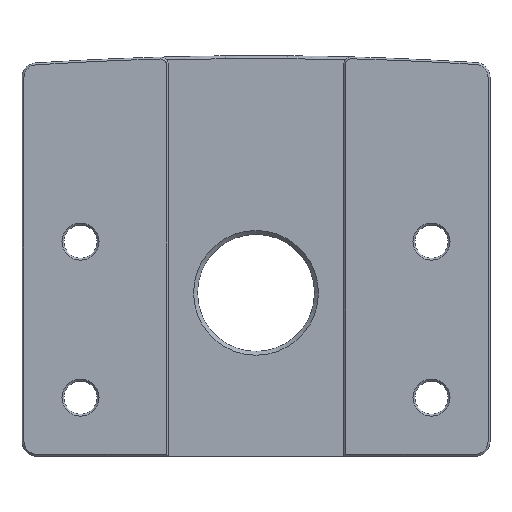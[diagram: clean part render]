
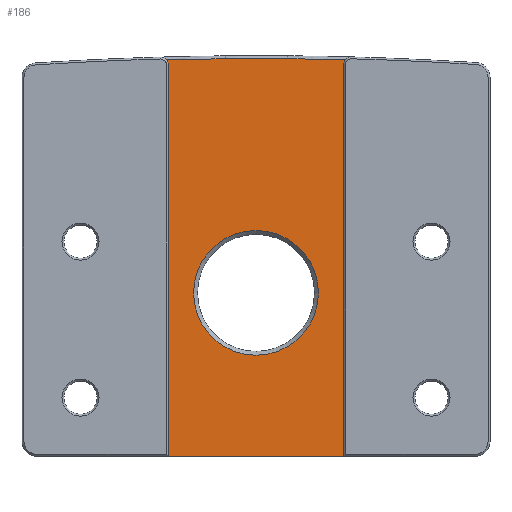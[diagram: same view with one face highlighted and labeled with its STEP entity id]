
A CAD part, top view. The second image highlights one B-rep face of the part: STEP entity #186.
In plain terms, the highlighted planar face has unit normal (0, 0, 1).
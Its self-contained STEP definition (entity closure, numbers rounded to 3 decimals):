
#186=ADVANCED_FACE('',(#702,#703),#292,.T.);
#292=PLANE('',#1859);
#358=LINE('',#2615,#530);
#359=LINE('',#2617,#531);
#360=LINE('',#2619,#532);
#530=VECTOR('',#2057,1.);
#531=VECTOR('',#2058,1.);
#532=VECTOR('',#2059,1.);
#702=FACE_BOUND('',#716,.T.);
#703=FACE_BOUND('',#717,.T.);
#716=EDGE_LOOP('',(#832));
#717=EDGE_LOOP('',(#833,#834,#835,#836,#837,#838));
#832=ORIENTED_EDGE('',*,*,#1508,.F.);
#833=ORIENTED_EDGE('',*,*,#1509,.T.);
#834=ORIENTED_EDGE('',*,*,#1510,.T.);
#835=ORIENTED_EDGE('',*,*,#1511,.T.);
#836=ORIENTED_EDGE('',*,*,#1512,.T.);
#837=ORIENTED_EDGE('',*,*,#1513,.F.);
#838=ORIENTED_EDGE('',*,*,#1514,.F.);
#1352=VERTEX_POINT('',#2607);
#1353=VERTEX_POINT('',#2609);
#1354=VERTEX_POINT('',#2610);
#1355=VERTEX_POINT('',#2612);
#1356=VERTEX_POINT('',#2614);
#1357=VERTEX_POINT('',#2616);
#1358=VERTEX_POINT('',#2618);
#1508=EDGE_CURVE('',#1352,#1352,#1768,.T.);
#1509=EDGE_CURVE('',#1353,#1354,#1769,.T.);
#1510=EDGE_CURVE('',#1354,#1355,#1770,.T.);
#1511=EDGE_CURVE('',#1355,#1356,#1771,.T.);
#1512=EDGE_CURVE('',#1356,#1357,#358,.T.);
#1513=EDGE_CURVE('',#1358,#1357,#359,.T.);
#1514=EDGE_CURVE('',#1353,#1358,#360,.T.);
#1768=CIRCLE('',#1855,6.4);
#1769=CIRCLE('',#1856,0.8);
#1770=CIRCLE('',#1857,348.169);
#1771=CIRCLE('',#1858,0.8);
#1855=AXIS2_PLACEMENT_3D('',#2606,#2049,#2050);
#1856=AXIS2_PLACEMENT_3D('',#2608,#2051,#2052);
#1857=AXIS2_PLACEMENT_3D('',#2611,#2053,#2054);
#1858=AXIS2_PLACEMENT_3D('',#2613,#2055,#2056);
#1859=AXIS2_PLACEMENT_3D('',#2620,#2060,#2061);
#2049=DIRECTION('',(0.,0.,1.));
#2050=DIRECTION('',(1.,0.,0.));
#2051=DIRECTION('',(0.,0.,-1.));
#2052=DIRECTION('',(1.,0.,0.));
#2053=DIRECTION('',(0.,0.,1.));
#2054=DIRECTION('',(1.,0.,0.));
#2055=DIRECTION('',(0.,0.,-1.));
#2056=DIRECTION('',(1.,0.,0.));
#2057=DIRECTION('',(0.,-1.,0.));
#2058=DIRECTION('',(-1.,0.,0.));
#2059=DIRECTION('',(0.,-1.,0.));
#2060=DIRECTION('',(0.,0.,1.));
#2061=DIRECTION('',(-1.,0.,0.));
#2606=CARTESIAN_POINT('',(-101.876,-69.299,75.));
#2607=CARTESIAN_POINT('',(-108.276,-69.299,75.));
#2608=CARTESIAN_POINT('',(-92.076,-45.897,75.));
#2609=CARTESIAN_POINT('',(-92.876,-45.897,75.));
#2610=CARTESIAN_POINT('',(-92.687,-45.381,75.));
#2611=CARTESIAN_POINT('',(-101.573,-393.436,75.));
#2612=CARTESIAN_POINT('',(-111.066,-45.397,75.));
#2613=CARTESIAN_POINT('',(-111.676,-45.914,75.));
#2614=CARTESIAN_POINT('',(-110.876,-45.914,75.));
#2615=CARTESIAN_POINT('',(-110.876,-56.424,75.));
#2616=CARTESIAN_POINT('',(-110.876,-86.049,75.));
#2617=CARTESIAN_POINT('',(-89.876,-86.049,75.));
#2618=CARTESIAN_POINT('',(-92.876,-86.049,75.));
#2619=CARTESIAN_POINT('',(-92.876,-27.268,75.));
#2620=CARTESIAN_POINT('',(-101.876,-56.424,75.));
